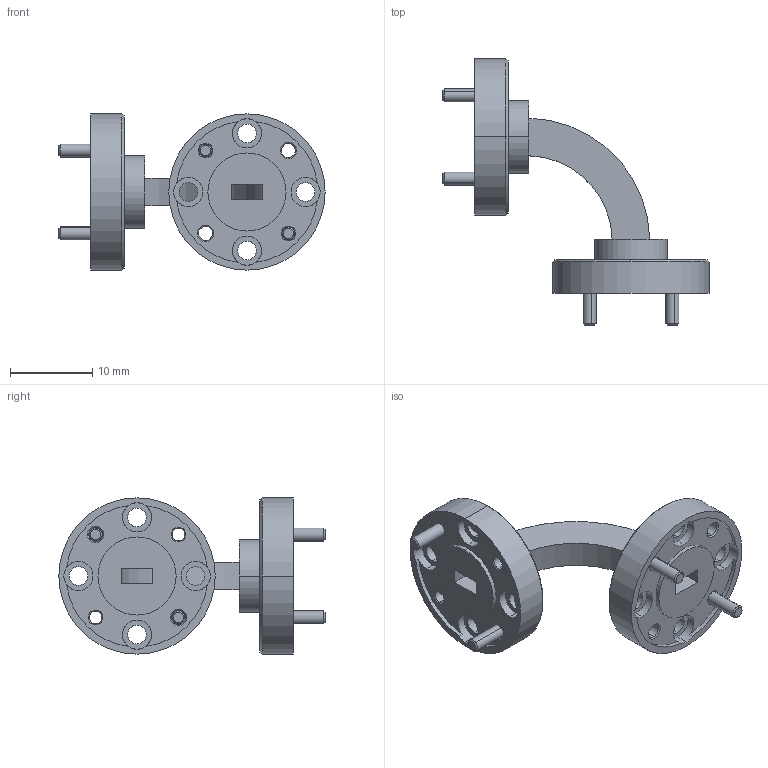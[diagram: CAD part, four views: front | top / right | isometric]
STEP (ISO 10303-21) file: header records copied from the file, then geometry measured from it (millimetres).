
FILE_DESCRIPTION (( 'STEP AP214' ), '1' );
FILE_NAME ('WB-HV-A.STEP', '2025-01-28T01:02:09', ( '' ), ( '' ), 'SwSTEP 2.0', 'SolidWorks 2021', '' );
FILE_SCHEMA (( 'AUTOMOTIVE_DESIGN' ));
Length unit declared in the file: inch
Products named in the file (1): WB-HV-A
Bounding box: 32.45 x 32.45 x 19.05 mm (x, y, z)
Volume: 2363.7 mm3; surface area: 2916.9 mm2
Topology: 5 solids, 5 shells, 150 faces, 362 edges, 230 vertices
Faces by surface type: cylinder 80, cone 36, plane 34
Entity records: 6550 total; most frequent: DIRECTION 878, CARTESIAN_POINT 743, ORIENTED_EDGE 724, AXIS2_PLACEMENT_3D 365, EDGE_CURVE 362, VERTEX_POINT 230, CIRCLE 214, EDGE_LOOP 192
